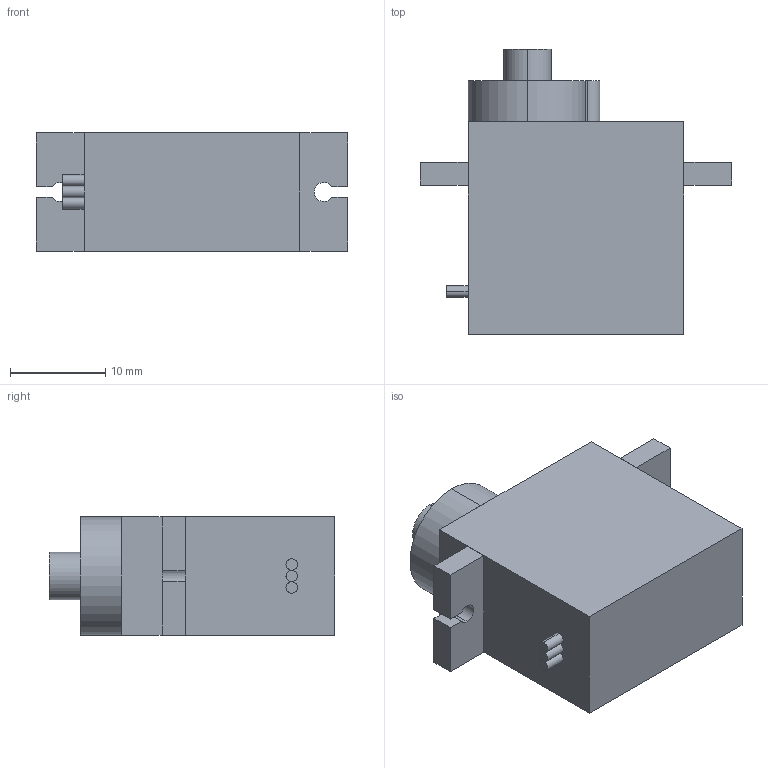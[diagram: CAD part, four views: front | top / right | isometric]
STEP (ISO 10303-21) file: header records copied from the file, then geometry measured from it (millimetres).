
FILE_DESCRIPTION (( 'STEP AP203' ), '1' );
FILE_NAME ('Servo Motor Micro 9g_Default_sldprt.STEP', '2024-10-15T08:15:07', ( '' ), ( '' ), 'SwSTEP 2.0', 'SolidWorks 2024', '' );
FILE_SCHEMA (( 'CONFIG_CONTROL_DESIGN' ));
Length unit declared in the file: millimetre
Products named in the file (1): Servo Motor Micro  9g_Default_sldprt
Bounding box: 32.6 x 29.9 x 12.4 mm (x, y, z)
Volume: 7128.6 mm3; surface area: 2813 mm2
Topology: 6 solids, 6 shells, 54 faces, 118 edges, 77 vertices
Faces by surface type: plane 34, cylinder 20
Entity records: 1550 total; most frequent: DIRECTION 269, CARTESIAN_POINT 250, ORIENTED_EDGE 236, EDGE_CURVE 118, AXIS2_PLACEMENT_3D 96, VERTEX_POINT 77, LINE 77, VECTOR 77
